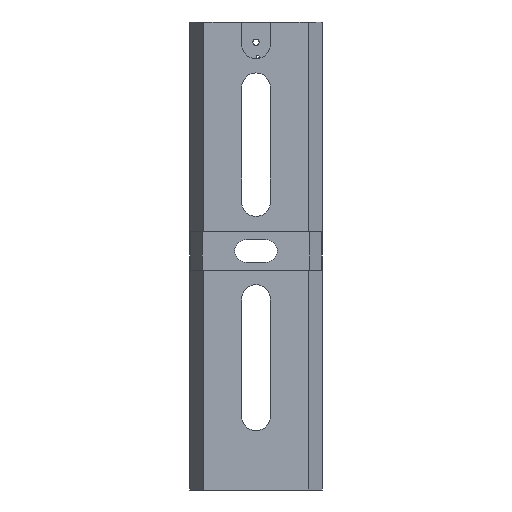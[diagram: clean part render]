
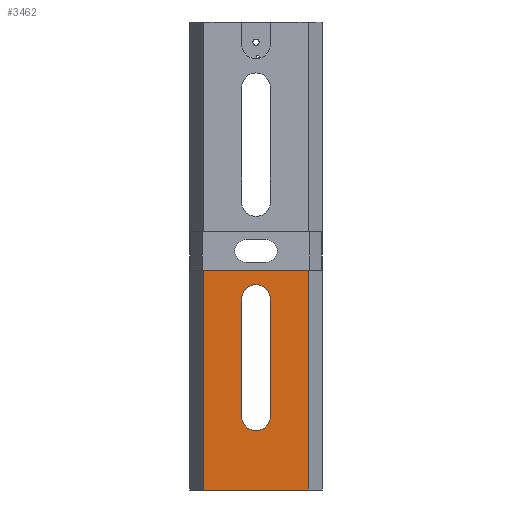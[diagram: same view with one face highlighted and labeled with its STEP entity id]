
A CAD part, front view. The second image highlights one B-rep face of the part: STEP entity #3462.
In plain terms, the highlighted planar face has unit normal (0, -1, 0).
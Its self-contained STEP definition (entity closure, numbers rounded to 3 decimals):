
#160=FACE_BOUND('',#409,.T.);
#203=FACE_OUTER_BOUND('',#408,.T.);
#408=EDGE_LOOP('',(#2531,#2532,#2533,#2534));
#409=EDGE_LOOP('',(#2535,#2536,#2537,#2538));
#654=CIRCLE('',#3730,10.02);
#655=CIRCLE('',#3731,10.02);
#828=LINE('',#5554,#1171);
#852=LINE('',#5625,#1195);
#853=LINE('',#5628,#1196);
#854=LINE('',#5629,#1197);
#855=LINE('',#5634,#1198);
#856=LINE('',#5637,#1199);
#1171=VECTOR('',#4215,73.105);
#1195=VECTOR('',#4277,153.81);
#1196=VECTOR('',#4280,73.105);
#1197=VECTOR('',#4281,153.81);
#1198=VECTOR('',#4284,82.131);
#1199=VECTOR('',#4287,82.131);
#1572=VERTEX_POINT('',#5551);
#1573=VERTEX_POINT('',#5553);
#1601=VERTEX_POINT('',#5622);
#1602=VERTEX_POINT('',#5627);
#1603=VERTEX_POINT('',#5630);
#1604=VERTEX_POINT('',#5631);
#1605=VERTEX_POINT('',#5633);
#1606=VERTEX_POINT('',#5635);
#1937=EDGE_CURVE('',#1573,#1572,#828,.T.);
#1976=EDGE_CURVE('',#1601,#1573,#852,.T.);
#1977=EDGE_CURVE('',#1601,#1602,#853,.T.);
#1978=EDGE_CURVE('',#1602,#1572,#854,.T.);
#1979=EDGE_CURVE('',#1603,#1604,#654,.T.);
#1980=EDGE_CURVE('',#1604,#1605,#855,.T.);
#1981=EDGE_CURVE('',#1605,#1606,#655,.T.);
#1982=EDGE_CURVE('',#1603,#1606,#856,.T.);
#2531=ORIENTED_EDGE('',*,*,#1977,.F.);
#2532=ORIENTED_EDGE('',*,*,#1976,.T.);
#2533=ORIENTED_EDGE('',*,*,#1937,.T.);
#2534=ORIENTED_EDGE('',*,*,#1978,.F.);
#2535=ORIENTED_EDGE('',*,*,#1979,.T.);
#2536=ORIENTED_EDGE('',*,*,#1980,.T.);
#2537=ORIENTED_EDGE('',*,*,#1981,.T.);
#2538=ORIENTED_EDGE('',*,*,#1982,.F.);
#3347=PLANE('',#3729);
#3462=ADVANCED_FACE('',(#203,#160),#3347,.F.);
#3729=AXIS2_PLACEMENT_3D('',#5626,#4278,#4279);
#3730=AXIS2_PLACEMENT_3D('',#5632,#4282,#4283);
#3731=AXIS2_PLACEMENT_3D('',#5636,#4285,#4286);
#4215=DIRECTION('',(1.,0.,0.));
#4277=DIRECTION('',(0.,0.,-1.));
#4278=DIRECTION('center_axis',(0.,1.,0.));
#4279=DIRECTION('ref_axis',(0.,0.,1.));
#4280=DIRECTION('',(1.,0.,0.));
#4281=DIRECTION('',(0.,0.,-1.));
#4282=DIRECTION('center_axis',(0.,1.,0.));
#4283=DIRECTION('ref_axis',(0.,0.,1.));
#4284=DIRECTION('',(0.,0.,-1.));
#4285=DIRECTION('center_axis',(0.,1.,0.));
#4286=DIRECTION('ref_axis',(0.,0.,1.));
#4287=DIRECTION('',(0.,0.,-1.));
#5551=CARTESIAN_POINT('',(36.552,0.,-163.805));
#5553=CARTESIAN_POINT('',(-36.552,0.,-163.805));
#5554=CARTESIAN_POINT('',(-36.552,0.,-163.805));
#5622=CARTESIAN_POINT('',(-36.552,0.,-9.995));
#5625=CARTESIAN_POINT('',(-36.552,0.,-9.995));
#5626=CARTESIAN_POINT('Origin',(0.,0.,163.805));
#5627=CARTESIAN_POINT('',(36.552,0.,-9.995));
#5628=CARTESIAN_POINT('',(-36.552,0.,-9.995));
#5629=CARTESIAN_POINT('',(36.552,0.,-9.995));
#5630=CARTESIAN_POINT('',(-10.02,0.,-30.099));
#5631=CARTESIAN_POINT('',(10.02,0.,-30.099));
#5632=CARTESIAN_POINT('Origin',(0.,0.,-30.099));
#5633=CARTESIAN_POINT('',(10.02,0.,-112.23));
#5634=CARTESIAN_POINT('',(10.02,0.,-30.099));
#5635=CARTESIAN_POINT('',(-10.02,0.,-112.23));
#5636=CARTESIAN_POINT('Origin',(0.,0.,-112.23));
#5637=CARTESIAN_POINT('',(-10.02,0.,-30.099));
